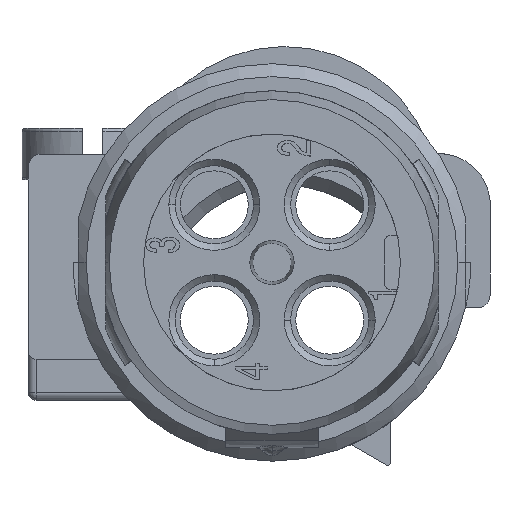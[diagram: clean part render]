
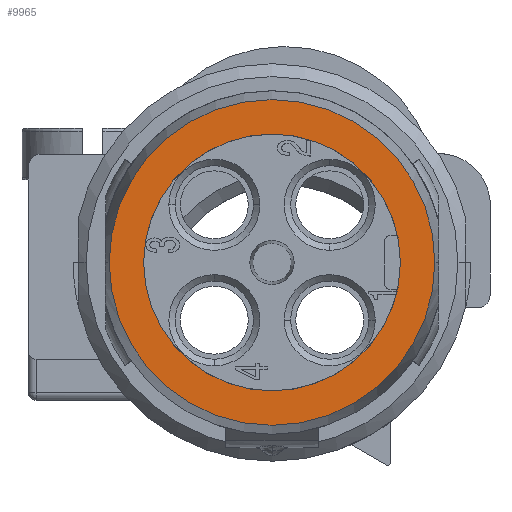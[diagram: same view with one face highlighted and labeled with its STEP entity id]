
A CAD part, front view. The second image highlights one B-rep face of the part: STEP entity #9965.
In plain terms, the highlighted planar face has unit normal (0, -1, 0).
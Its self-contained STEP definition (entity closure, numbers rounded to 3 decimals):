
#3247=CARTESIAN_POINT('',(0.,-28.85,0.));
#3248=DIRECTION('',(0.,1.,0.));
#3249=DIRECTION('',(1.,0.,0.));
#3250=AXIS2_PLACEMENT_3D('',#3247,#3248,#3249);
#3252=CARTESIAN_POINT('',(0.,-28.85,0.));
#3253=DIRECTION('',(0.,1.,0.));
#3254=DIRECTION('',(-1.,0.,0.));
#3255=AXIS2_PLACEMENT_3D('',#3252,#3253,#3254);
#3257=CARTESIAN_POINT('',(0.,-28.85,0.));
#3258=DIRECTION('',(0.,1.,0.));
#3259=DIRECTION('',(-1.,0.,0.));
#3260=AXIS2_PLACEMENT_3D('',#3257,#3258,#3259);
#3262=CARTESIAN_POINT('',(0.,-28.85,0.));
#3263=DIRECTION('',(0.,1.,0.));
#3264=DIRECTION('',(1.,0.,0.));
#3265=AXIS2_PLACEMENT_3D('',#3262,#3263,#3264);
#5129=CARTESIAN_POINT('',(-6.35,-28.85,0.));
#5130=CARTESIAN_POINT('',(6.35,-28.85,0.));
#5131=VERTEX_POINT('',#5129);
#5132=VERTEX_POINT('',#5130);
#5616=CARTESIAN_POINT('',(5.006,-28.85,0.));
#5617=CARTESIAN_POINT('',(-5.006,-28.85,0.));
#5618=VERTEX_POINT('',#5616);
#5619=VERTEX_POINT('',#5617);
#9950=CARTESIAN_POINT('',(0.,-28.85,0.));
#9951=DIRECTION('',(0.,-1.,0.));
#9952=DIRECTION('',(-1.,0.,0.));
#9953=AXIS2_PLACEMENT_3D('',#9950,#9951,#9952);
#9954=PLANE('',#9953);
#9956=ORIENTED_EDGE('',*,*,#9955,.T.);
#9958=ORIENTED_EDGE('',*,*,#9957,.T.);
#9959=EDGE_LOOP('',(#9956,#9958));
#9960=FACE_OUTER_BOUND('',#9959,.F.);
#9961=ORIENTED_EDGE('',*,*,#9832,.F.);
#9962=ORIENTED_EDGE('',*,*,#9944,.F.);
#9963=EDGE_LOOP('',(#9961,#9962));
#9964=FACE_BOUND('',#9963,.F.);
#9965=ADVANCED_FACE('',(#9960,#9964),#9954,.T.);
#3251=CIRCLE('',#3250,5.006);
#3256=CIRCLE('',#3255,5.006);
#3261=CIRCLE('',#3260,6.35);
#3266=CIRCLE('',#3265,6.35);
#9832=EDGE_CURVE('',#5618,#5619,#3251,.T.);
#9944=EDGE_CURVE('',#5619,#5618,#3256,.T.);
#9955=EDGE_CURVE('',#5131,#5132,#3261,.T.);
#9957=EDGE_CURVE('',#5132,#5131,#3266,.T.);
